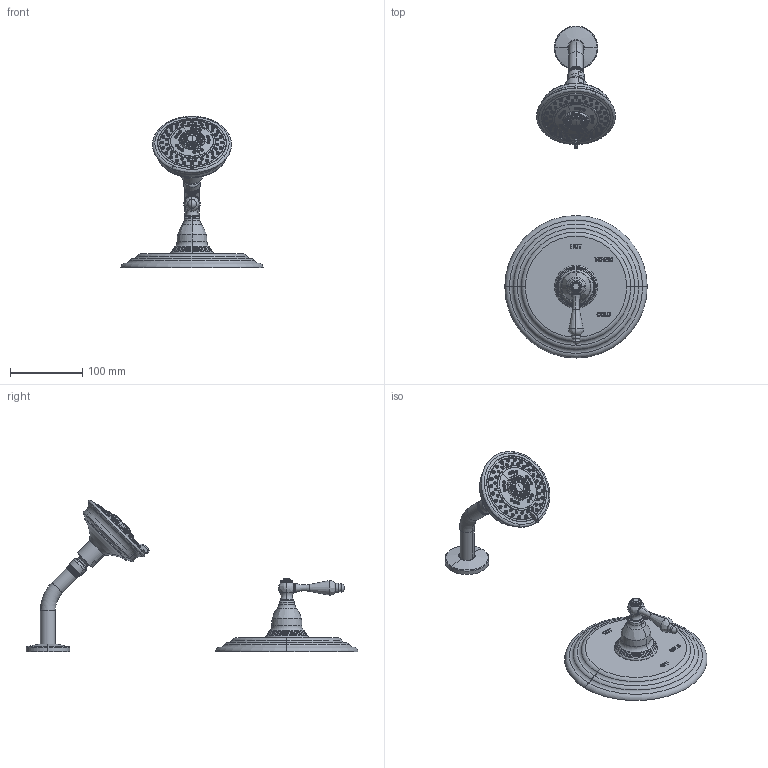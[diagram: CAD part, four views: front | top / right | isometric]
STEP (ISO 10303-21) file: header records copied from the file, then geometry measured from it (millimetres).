
FILE_DESCRIPTION((''),'2;1');
FILE_NAME('3-854BP','2021-05-25T14:02:45',('jinson.thomas'),(''),'CREO PARAMETRIC BY PTC INC, 2018400','CREO PARAMETRIC BY PTC INC, 2018400','');
FILE_SCHEMA(('CONFIG_CONTROL_DESIGN'));
Length unit declared in the file: inch
Products named in the file (1): 3-854BP
Bounding box: 196.85 x 458.85 x 209.53 mm (x, y, z)
Volume: 861486.2 mm3; surface area: 123535.8 mm2
Topology: 2 solids, 2 shells, 1333 faces, 2923 edges, 1764 vertices
Faces by surface type: torus 367, cone 306, plane 260, cylinder 204, bspline 106, extrusion 80, sphere 8, revolution 2
Entity records: 55151 total; most frequent: CARTESIAN_POINT 26802, ORIENTED_EDGE 5838, DIRECTION 5739, EDGE_CURVE 2919, AXIS2_PLACEMENT_3D 2343, VERTEX_POINT 1764, EDGE_LOOP 1523, FACE_OUTER_BOUND 1333
